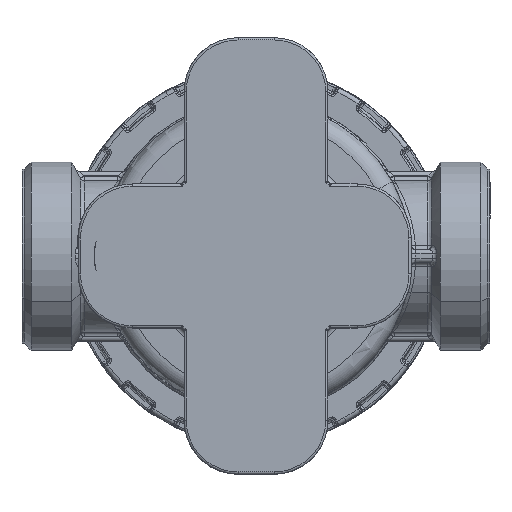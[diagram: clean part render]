
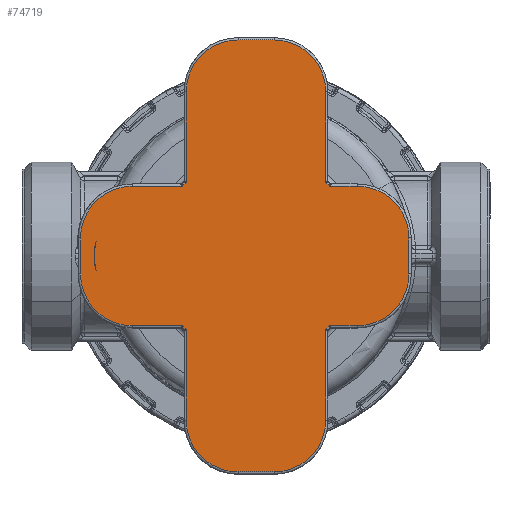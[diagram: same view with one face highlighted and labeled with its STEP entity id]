
A CAD part, top view. The second image highlights one B-rep face of the part: STEP entity #74719.
In plain terms, the highlighted planar face has unit normal (0, 0, 1).
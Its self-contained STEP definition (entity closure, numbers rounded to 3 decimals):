
#72707=CARTESIAN_POINT('Vertex',(15.5,16.31,41.9)) ;
#72710=CARTESIAN_POINT('Axis2P3D Location',(0.,0.,41.9)) ;
#72714=CARTESIAN_POINT('Vertex',(16.31,15.5,41.9)) ;
#73187=CARTESIAN_POINT('Axis2P3D Location',(0.,0.,41.9)) ;
#73191=CARTESIAN_POINT('Vertex',(-15.5,16.31,41.9)) ;
#73193=CARTESIAN_POINT('Vertex',(-16.31,15.5,41.9)) ;
#73679=CARTESIAN_POINT('Vertex',(-15.5,-16.31,41.9)) ;
#73682=CARTESIAN_POINT('Axis2P3D Location',(0.,0.,41.9)) ;
#73686=CARTESIAN_POINT('Vertex',(-16.31,-15.5,41.9)) ;
#74242=CARTESIAN_POINT('Axis2P3D Location',(0.,0.,41.9)) ;
#74246=CARTESIAN_POINT('Vertex',(15.5,-16.31,41.9)) ;
#74248=CARTESIAN_POINT('Vertex',(16.31,-15.5,41.9)) ;
#74538=CARTESIAN_POINT('Axis2P3D Location',(-22.5,0.,41.9)) ;
#74543=CARTESIAN_POINT('Line Origine',(15.5,-26.405,41.9)) ;
#74547=CARTESIAN_POINT('Vertex',(15.5,-36.5,41.9)) ;
#74550=CARTESIAN_POINT('Line Origine',(19.405,-15.5,41.9)) ;
#74554=CARTESIAN_POINT('Vertex',(22.5,-15.5,41.9)) ;
#74557=CARTESIAN_POINT('Axis2P3D Location',(22.5,-4.,41.9)) ;
#74561=CARTESIAN_POINT('Vertex',(34.,-4.,41.9)) ;
#74564=CARTESIAN_POINT('Line Origine',(34.,0.,41.9)) ;
#74568=CARTESIAN_POINT('Vertex',(34.,4.,41.9)) ;
#74571=CARTESIAN_POINT('Axis2P3D Location',(22.5,4.,41.9)) ;
#74575=CARTESIAN_POINT('Vertex',(22.5,15.5,41.9)) ;
#74578=CARTESIAN_POINT('Line Origine',(19.405,15.5,41.9)) ;
#74583=CARTESIAN_POINT('Line Origine',(15.5,26.405,41.9)) ;
#74587=CARTESIAN_POINT('Vertex',(15.5,36.5,41.9)) ;
#74590=CARTESIAN_POINT('Axis2P3D Location',(4.,36.5,41.9)) ;
#74594=CARTESIAN_POINT('Vertex',(4.,48.,41.9)) ;
#74597=CARTESIAN_POINT('Line Origine',(0.,48.,41.9)) ;
#74601=CARTESIAN_POINT('Vertex',(-4.,48.,41.9)) ;
#74604=CARTESIAN_POINT('Axis2P3D Location',(-4.,36.5,41.9)) ;
#74608=CARTESIAN_POINT('Vertex',(-15.5,36.5,41.9)) ;
#74611=CARTESIAN_POINT('Line Origine',(-15.5,26.405,41.9)) ;
#74616=CARTESIAN_POINT('Line Origine',(-21.905,15.5,41.9)) ;
#74620=CARTESIAN_POINT('Vertex',(-27.5,15.5,41.9)) ;
#74623=CARTESIAN_POINT('Axis2P3D Location',(-27.5,4.,41.9)) ;
#74627=CARTESIAN_POINT('Vertex',(-39.,4.,41.9)) ;
#74630=CARTESIAN_POINT('Line Origine',(-39.,0.,41.9)) ;
#74634=CARTESIAN_POINT('Vertex',(-39.,-4.,41.9)) ;
#74637=CARTESIAN_POINT('Axis2P3D Location',(-27.5,-4.,41.9)) ;
#74641=CARTESIAN_POINT('Vertex',(-27.5,-15.5,41.9)) ;
#74644=CARTESIAN_POINT('Line Origine',(-21.905,-15.5,41.9)) ;
#74649=CARTESIAN_POINT('Line Origine',(-15.5,-26.405,41.9)) ;
#74653=CARTESIAN_POINT('Vertex',(-15.5,-36.5,41.9)) ;
#74656=CARTESIAN_POINT('Axis2P3D Location',(-4.,-36.5,41.9)) ;
#74660=CARTESIAN_POINT('Vertex',(-4.,-48.,41.9)) ;
#74663=CARTESIAN_POINT('Line Origine',(0.,-48.,41.9)) ;
#74667=CARTESIAN_POINT('Vertex',(4.,-48.,41.9)) ;
#74670=CARTESIAN_POINT('Axis2P3D Location',(4.,-36.5,41.9)) ;
#74701=CARTESIAN_POINT('Axis2P3D Location',(-24.5,0.,41.9)) ;
#74705=CARTESIAN_POINT('Vertex',(-35.534,3.239,41.9)) ;
#74707=CARTESIAN_POINT('Vertex',(-35.534,-3.239,41.9)) ;
#74710=CARTESIAN_POINT('Axis2P3D Location',(-22.712,0.,41.9)) ;
#74545=VECTOR('Line Direction',#74544,1.) ;
#74552=VECTOR('Line Direction',#74551,1.) ;
#74566=VECTOR('Line Direction',#74565,1.) ;
#74580=VECTOR('Line Direction',#74579,1.) ;
#74585=VECTOR('Line Direction',#74584,1.) ;
#74599=VECTOR('Line Direction',#74598,1.) ;
#74613=VECTOR('Line Direction',#74612,1.) ;
#74618=VECTOR('Line Direction',#74617,1.) ;
#74632=VECTOR('Line Direction',#74631,1.) ;
#74646=VECTOR('Line Direction',#74645,1.) ;
#74651=VECTOR('Line Direction',#74650,1.) ;
#74665=VECTOR('Line Direction',#74664,1.) ;
#72711=DIRECTION('Axis2P3D Direction',(0.,0.,1.)) ;
#73188=DIRECTION('Axis2P3D Direction',(0.,0.,1.)) ;
#73683=DIRECTION('Axis2P3D Direction',(0.,0.,1.)) ;
#74243=DIRECTION('Axis2P3D Direction',(0.,0.,1.)) ;
#74539=DIRECTION('Axis2P3D Direction',(0.,0.,1.)) ;
#74540=DIRECTION('Axis2P3D XDirection',(0.,1.,0.)) ;
#74544=DIRECTION('Vector Direction',(0.,1.,0.)) ;
#74551=DIRECTION('Vector Direction',(1.,0.,0.)) ;
#74558=DIRECTION('Axis2P3D Direction',(0.,0.,1.)) ;
#74565=DIRECTION('Vector Direction',(0.,-1.,0.)) ;
#74572=DIRECTION('Axis2P3D Direction',(0.,0.,1.)) ;
#74579=DIRECTION('Vector Direction',(-1.,0.,0.)) ;
#74584=DIRECTION('Vector Direction',(0.,1.,0.)) ;
#74591=DIRECTION('Axis2P3D Direction',(0.,0.,1.)) ;
#74598=DIRECTION('Vector Direction',(1.,0.,0.)) ;
#74605=DIRECTION('Axis2P3D Direction',(0.,0.,1.)) ;
#74612=DIRECTION('Vector Direction',(0.,-1.,0.)) ;
#74617=DIRECTION('Vector Direction',(-1.,0.,0.)) ;
#74624=DIRECTION('Axis2P3D Direction',(0.,0.,1.)) ;
#74631=DIRECTION('Vector Direction',(0.,1.,0.)) ;
#74638=DIRECTION('Axis2P3D Direction',(0.,0.,1.)) ;
#74645=DIRECTION('Vector Direction',(1.,0.,0.)) ;
#74650=DIRECTION('Vector Direction',(0.,-1.,0.)) ;
#74657=DIRECTION('Axis2P3D Direction',(0.,0.,1.)) ;
#74664=DIRECTION('Vector Direction',(-1.,0.,0.)) ;
#74671=DIRECTION('Axis2P3D Direction',(0.,0.,1.)) ;
#74702=DIRECTION('Axis2P3D Direction',(0.,0.,1.)) ;
#74711=DIRECTION('Axis2P3D Direction',(0.,0.,1.)) ;
#72712=AXIS2_PLACEMENT_3D('Circle Axis2P3D',#72710,#72711,$) ;
#73189=AXIS2_PLACEMENT_3D('Circle Axis2P3D',#73187,#73188,$) ;
#73684=AXIS2_PLACEMENT_3D('Circle Axis2P3D',#73682,#73683,$) ;
#74244=AXIS2_PLACEMENT_3D('Circle Axis2P3D',#74242,#74243,$) ;
#74541=AXIS2_PLACEMENT_3D('Plane Axis2P3D',#74538,#74539,#74540) ;
#74559=AXIS2_PLACEMENT_3D('Circle Axis2P3D',#74557,#74558,$) ;
#74573=AXIS2_PLACEMENT_3D('Circle Axis2P3D',#74571,#74572,$) ;
#74592=AXIS2_PLACEMENT_3D('Circle Axis2P3D',#74590,#74591,$) ;
#74606=AXIS2_PLACEMENT_3D('Circle Axis2P3D',#74604,#74605,$) ;
#74625=AXIS2_PLACEMENT_3D('Circle Axis2P3D',#74623,#74624,$) ;
#74639=AXIS2_PLACEMENT_3D('Circle Axis2P3D',#74637,#74638,$) ;
#74658=AXIS2_PLACEMENT_3D('Circle Axis2P3D',#74656,#74657,$) ;
#74672=AXIS2_PLACEMENT_3D('Circle Axis2P3D',#74670,#74671,$) ;
#74703=AXIS2_PLACEMENT_3D('Circle Axis2P3D',#74701,#74702,$) ;
#74712=AXIS2_PLACEMENT_3D('Circle Axis2P3D',#74710,#74711,$) ;
#74546=LINE('Line',#74543,#74545) ;
#74553=LINE('Line',#74550,#74552) ;
#74567=LINE('Line',#74564,#74566) ;
#74581=LINE('Line',#74578,#74580) ;
#74586=LINE('Line',#74583,#74585) ;
#74600=LINE('Line',#74597,#74599) ;
#74614=LINE('Line',#74611,#74613) ;
#74619=LINE('Line',#74616,#74618) ;
#74633=LINE('Line',#74630,#74632) ;
#74647=LINE('Line',#74644,#74646) ;
#74652=LINE('Line',#74649,#74651) ;
#74666=LINE('Line',#74663,#74665) ;
#72713=CIRCLE('generated circle',#72712,22.5) ;
#73190=CIRCLE('generated circle',#73189,22.5) ;
#73685=CIRCLE('generated circle',#73684,22.5) ;
#74245=CIRCLE('generated circle',#74244,22.5) ;
#74560=CIRCLE('generated circle',#74559,11.5) ;
#74574=CIRCLE('generated circle',#74573,11.5) ;
#74593=CIRCLE('generated circle',#74592,11.5) ;
#74607=CIRCLE('generated circle',#74606,11.5) ;
#74626=CIRCLE('generated circle',#74625,11.5) ;
#74640=CIRCLE('generated circle',#74639,11.5) ;
#74659=CIRCLE('generated circle',#74658,11.5) ;
#74673=CIRCLE('generated circle',#74672,11.5) ;
#74704=CIRCLE('generated circle',#74703,11.5) ;
#74713=CIRCLE('generated circle',#74712,13.225) ;
#74542=PLANE('',#74541) ;
#74718=FACE_BOUND('',#74715,.T.) ;
#72716=EDGE_CURVE('',#72715,#72708,#72713,.T.) ;
#73195=EDGE_CURVE('',#73192,#73194,#73190,.T.) ;
#73688=EDGE_CURVE('',#73687,#73680,#73685,.T.) ;
#74250=EDGE_CURVE('',#74247,#74249,#74245,.T.) ;
#74549=EDGE_CURVE('',#74548,#74247,#74546,.T.) ;
#74556=EDGE_CURVE('',#74249,#74555,#74553,.T.) ;
#74563=EDGE_CURVE('',#74555,#74562,#74560,.T.) ;
#74570=EDGE_CURVE('',#74562,#74569,#74567,.F.) ;
#74577=EDGE_CURVE('',#74569,#74576,#74574,.T.) ;
#74582=EDGE_CURVE('',#74576,#72715,#74581,.T.) ;
#74589=EDGE_CURVE('',#72708,#74588,#74586,.T.) ;
#74596=EDGE_CURVE('',#74588,#74595,#74593,.T.) ;
#74603=EDGE_CURVE('',#74595,#74602,#74600,.F.) ;
#74610=EDGE_CURVE('',#74602,#74609,#74607,.T.) ;
#74615=EDGE_CURVE('',#74609,#73192,#74614,.T.) ;
#74622=EDGE_CURVE('',#73194,#74621,#74619,.T.) ;
#74629=EDGE_CURVE('',#74621,#74628,#74626,.T.) ;
#74636=EDGE_CURVE('',#74628,#74635,#74633,.F.) ;
#74643=EDGE_CURVE('',#74635,#74642,#74640,.T.) ;
#74648=EDGE_CURVE('',#74642,#73687,#74647,.T.) ;
#74655=EDGE_CURVE('',#73680,#74654,#74652,.T.) ;
#74662=EDGE_CURVE('',#74654,#74661,#74659,.T.) ;
#74669=EDGE_CURVE('',#74661,#74668,#74666,.F.) ;
#74674=EDGE_CURVE('',#74668,#74548,#74673,.T.) ;
#74709=EDGE_CURVE('',#74706,#74708,#74704,.T.) ;
#74714=EDGE_CURVE('',#74706,#74708,#74713,.T.) ;
#74676=ORIENTED_EDGE('',*,*,#74549,.T.) ;
#74677=ORIENTED_EDGE('',*,*,#74250,.T.) ;
#74678=ORIENTED_EDGE('',*,*,#74556,.T.) ;
#74679=ORIENTED_EDGE('',*,*,#74563,.T.) ;
#74680=ORIENTED_EDGE('',*,*,#74570,.T.) ;
#74681=ORIENTED_EDGE('',*,*,#74577,.T.) ;
#74682=ORIENTED_EDGE('',*,*,#74582,.T.) ;
#74683=ORIENTED_EDGE('',*,*,#72716,.T.) ;
#74684=ORIENTED_EDGE('',*,*,#74589,.T.) ;
#74685=ORIENTED_EDGE('',*,*,#74596,.T.) ;
#74686=ORIENTED_EDGE('',*,*,#74603,.T.) ;
#74687=ORIENTED_EDGE('',*,*,#74610,.T.) ;
#74688=ORIENTED_EDGE('',*,*,#74615,.T.) ;
#74689=ORIENTED_EDGE('',*,*,#73195,.T.) ;
#74690=ORIENTED_EDGE('',*,*,#74622,.T.) ;
#74691=ORIENTED_EDGE('',*,*,#74629,.T.) ;
#74692=ORIENTED_EDGE('',*,*,#74636,.T.) ;
#74693=ORIENTED_EDGE('',*,*,#74643,.T.) ;
#74694=ORIENTED_EDGE('',*,*,#74648,.T.) ;
#74695=ORIENTED_EDGE('',*,*,#73688,.T.) ;
#74696=ORIENTED_EDGE('',*,*,#74655,.T.) ;
#74697=ORIENTED_EDGE('',*,*,#74662,.T.) ;
#74698=ORIENTED_EDGE('',*,*,#74669,.T.) ;
#74699=ORIENTED_EDGE('',*,*,#74674,.T.) ;
#74716=ORIENTED_EDGE('',*,*,#74709,.F.) ;
#74717=ORIENTED_EDGE('',*,*,#74714,.T.) ;
#74675=EDGE_LOOP('',(#74676,#74677,#74678,#74679,#74680,#74681,#74682,#74683,#74684,#74685,#74686,#74687,#74688,#74689,#74690,#74691,#74692,#74693,#74694,#74695,#74696,#74697,#74698,#74699)) ;
#74715=EDGE_LOOP('',(#74716,#74717)) ;
#72708=VERTEX_POINT('',#72707) ;
#72715=VERTEX_POINT('',#72714) ;
#73192=VERTEX_POINT('',#73191) ;
#73194=VERTEX_POINT('',#73193) ;
#73680=VERTEX_POINT('',#73679) ;
#73687=VERTEX_POINT('',#73686) ;
#74247=VERTEX_POINT('',#74246) ;
#74249=VERTEX_POINT('',#74248) ;
#74548=VERTEX_POINT('',#74547) ;
#74555=VERTEX_POINT('',#74554) ;
#74562=VERTEX_POINT('',#74561) ;
#74569=VERTEX_POINT('',#74568) ;
#74576=VERTEX_POINT('',#74575) ;
#74588=VERTEX_POINT('',#74587) ;
#74595=VERTEX_POINT('',#74594) ;
#74602=VERTEX_POINT('',#74601) ;
#74609=VERTEX_POINT('',#74608) ;
#74621=VERTEX_POINT('',#74620) ;
#74628=VERTEX_POINT('',#74627) ;
#74635=VERTEX_POINT('',#74634) ;
#74642=VERTEX_POINT('',#74641) ;
#74654=VERTEX_POINT('',#74653) ;
#74661=VERTEX_POINT('',#74660) ;
#74668=VERTEX_POINT('',#74667) ;
#74706=VERTEX_POINT('',#74705) ;
#74708=VERTEX_POINT('',#74707) ;
#74719=ADVANCED_FACE('PartBody',(#74700,#74718),#74542,.T.) ;
#74700=FACE_OUTER_BOUND('',#74675,.T.) ;
